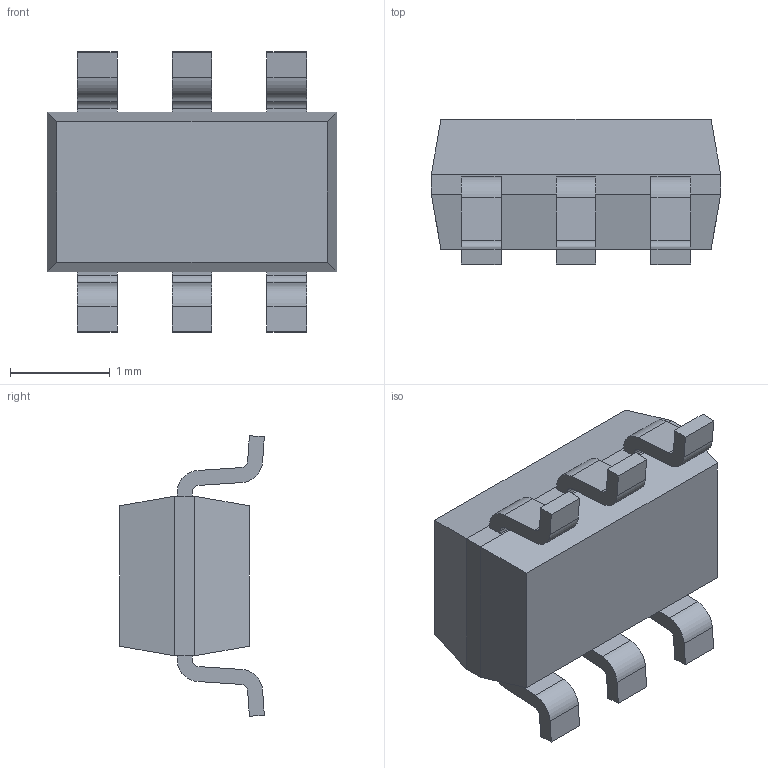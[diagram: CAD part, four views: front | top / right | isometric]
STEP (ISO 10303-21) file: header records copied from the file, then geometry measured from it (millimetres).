
FILE_DESCRIPTION (( 'STEP AP214' ), '1' );
FILE_NAME ('User Library-MO-178C.STEP', '2019-04-14T11:19:59', ( '' ), ( '' ), 'SwSTEP 2.0', 'SolidWorks 2019', '' );
FILE_SCHEMA (( 'AUTOMOTIVE_DESIGN' ));
Length unit declared in the file: millimetre
Products named in the file (1): User Library-MO-178C
Bounding box: 2.9 x 1.45 x 2.81 mm (x, y, z)
Volume: 6 mm3; surface area: 26.6 mm2
Topology: 1 solids, 1 shells, 95 faces, 250 edges, 164 vertices
Faces by surface type: plane 69, cylinder 26
Entity records: 3991 total; most frequent: CARTESIAN_POINT 510, ORIENTED_EDGE 500, DIRECTION 494, EDGE_CURVE 250, VECTOR 198, LINE 198, VERTEX_POINT 164, AXIS2_PLACEMENT_3D 148
